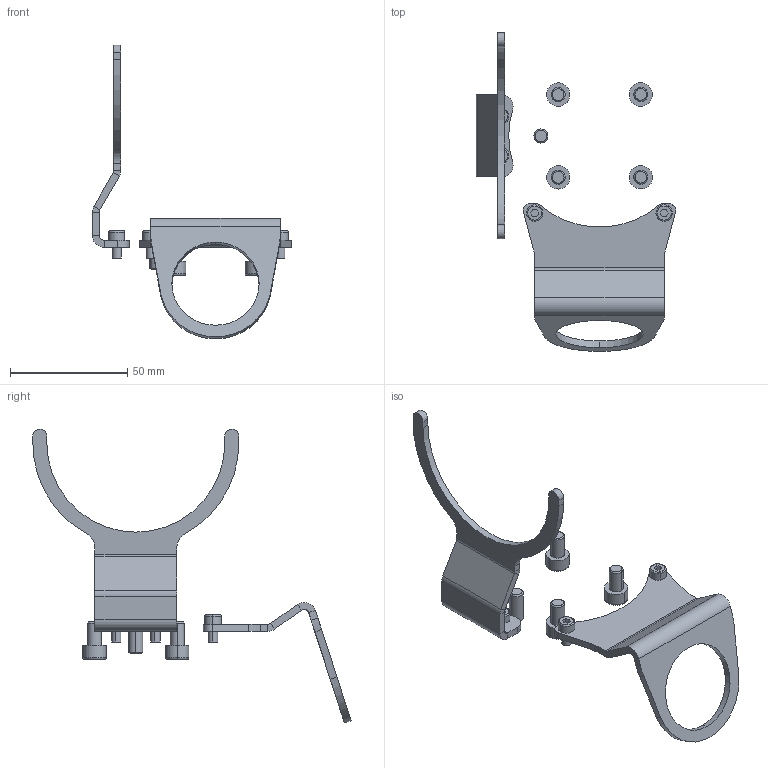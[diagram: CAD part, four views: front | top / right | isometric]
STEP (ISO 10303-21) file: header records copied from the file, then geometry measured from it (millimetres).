
FILE_DESCRIPTION (( 'STEP AP203' ), '1' );
FILE_NAME ('P5303.STEP', '2018-12-19T13:57:27', ( 'RSPlokal' ), ( 'Microsoft' ), 'SwSTEP 2.0', 'SolidWorks 2017', '' );
FILE_SCHEMA (( 'CONFIG_CONTROL_DESIGN' ));
Length unit declared in the file: millimetre
Products named in the file (1): P5303
Bounding box: 85.14 x 135.96 x 125.49 mm (x, y, z)
Volume: 22600.6 mm3; surface area: 18816.5 mm2
Topology: 11 solids, 11 shells, 240 faces, 530 edges, 328 vertices
Faces by surface type: plane 130, cylinder 74, cone 20, torus 16
Entity records: 6643 total; most frequent: DIRECTION 1212, CARTESIAN_POINT 1099, ORIENTED_EDGE 1060, EDGE_CURVE 530, AXIS2_PLACEMENT_3D 441, LINE 330, VECTOR 330, VERTEX_POINT 328
